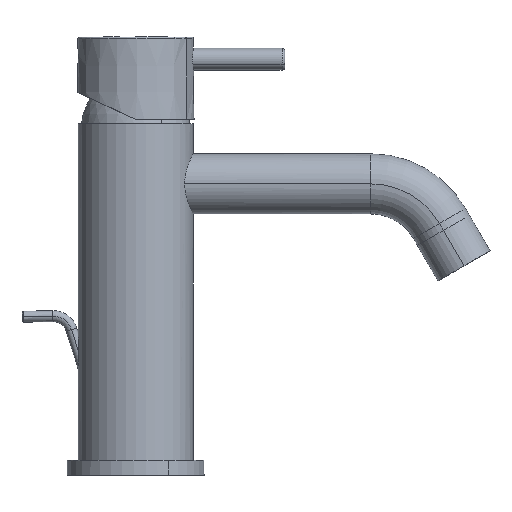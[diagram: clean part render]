
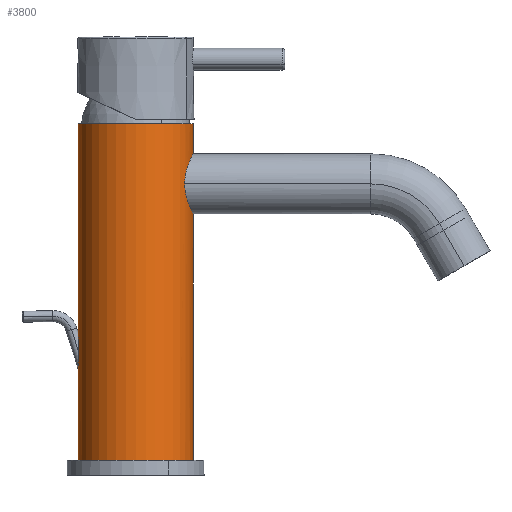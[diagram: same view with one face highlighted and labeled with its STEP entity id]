
A CAD part, front view. The second image highlights one B-rep face of the part: STEP entity #3800.
In plain terms, the highlighted cylindrical face has radius 21 mm (diameter 42 mm), a partial arc.
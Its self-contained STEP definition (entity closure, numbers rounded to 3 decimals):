
#3514=CARTESIAN_POINT('Vertex',(21.,0.,123.)) ;
#3516=CARTESIAN_POINT('Vertex',(-21.,0.,123.)) ;
#3519=CARTESIAN_POINT('Axis2P3D Location',(0.,0.,123.)) ;
#3590=CARTESIAN_POINT('Axis2P3D Location',(0.,0.,61.5)) ;
#3610=CARTESIAN_POINT('Vertex',(21.,0.,90.)) ;
#3613=CARTESIAN_POINT('Line Origine',(21.,0.,61.5)) ;
#3617=CARTESIAN_POINT('Vertex',(21.,0.,0.)) ;
#3624=CARTESIAN_POINT('Vertex',(-21.,0.,0.)) ;
#3627=CARTESIAN_POINT('Line Origine',(-21.,0.,61.5)) ;
#3631=CARTESIAN_POINT('Vertex',(-21.,0.,31.686)) ;
#3675=CARTESIAN_POINT('Vertex',(-21.,0.,48.314)) ;
#3678=CARTESIAN_POINT('Line Origine',(-21.,0.,61.5)) ;
#3683=CARTESIAN_POINT('Line Origine',(21.,0.,61.5)) ;
#3687=CARTESIAN_POINT('Vertex',(21.,0.,112.)) ;
#3718=CARTESIAN_POINT('Control Point',(17.889,-11.,101.)) ;
#3719=CARTESIAN_POINT('Control Point',(17.889,-11.,102.378)) ;
#3720=CARTESIAN_POINT('Control Point',(18.021,-10.784,103.756)) ;
#3721=CARTESIAN_POINT('Control Point',(18.286,-10.354,105.066)) ;
#3722=CARTESIAN_POINT('Control Point',(18.842,-9.344,107.067)) ;
#3723=CARTESIAN_POINT('Control Point',(19.475,-7.897,108.732)) ;
#3724=CARTESIAN_POINT('Control Point',(19.725,-7.259,109.334)) ;
#3725=CARTESIAN_POINT('Control Point',(20.289,-5.612,110.606)) ;
#3726=CARTESIAN_POINT('Control Point',(20.725,-3.676,111.476)) ;
#3727=CARTESIAN_POINT('Control Point',(20.909,-2.479,111.825)) ;
#3728=CARTESIAN_POINT('Control Point',(21.,-1.24,112.)) ;
#3729=CARTESIAN_POINT('Control Point',(21.,0.,112.)) ;
#3730=CARTESIAN_POINT('Vertex',(17.889,-11.,101.)) ;
#3734=CARTESIAN_POINT('Control Point',(-21.,0.,48.314)) ;
#3735=CARTESIAN_POINT('Control Point',(-21.,-0.122,48.314)) ;
#3736=CARTESIAN_POINT('Control Point',(-20.999,-0.244,48.286)) ;
#3737=CARTESIAN_POINT('Control Point',(-20.997,-0.356,48.232)) ;
#3738=CARTESIAN_POINT('Control Point',(-20.992,-0.632,48.048)) ;
#3739=CARTESIAN_POINT('Control Point',(-20.983,-0.846,47.789)) ;
#3740=CARTESIAN_POINT('Control Point',(-20.978,-0.963,47.618)) ;
#3741=CARTESIAN_POINT('Control Point',(-20.963,-1.265,47.104)) ;
#3742=CARTESIAN_POINT('Control Point',(-20.948,-1.488,46.549)) ;
#3743=CARTESIAN_POINT('Control Point',(-20.938,-1.614,46.183)) ;
#3744=CARTESIAN_POINT('Control Point',(-20.913,-1.921,45.154)) ;
#3745=CARTESIAN_POINT('Control Point',(-20.892,-2.131,44.098)) ;
#3746=CARTESIAN_POINT('Control Point',(-20.881,-2.239,43.421)) ;
#3747=CARTESIAN_POINT('Control Point',(-20.86,-2.423,41.93)) ;
#3748=CARTESIAN_POINT('Control Point',(-20.85,-2.503,40.429)) ;
#3749=CARTESIAN_POINT('Control Point',(-20.849,-2.518,39.615)) ;
#3750=CARTESIAN_POINT('Control Point',(-20.852,-2.493,38.17)) ;
#3751=CARTESIAN_POINT('Control Point',(-20.867,-2.362,36.732)) ;
#3752=CARTESIAN_POINT('Control Point',(-20.876,-2.283,36.107)) ;
#3753=CARTESIAN_POINT('Control Point',(-20.896,-2.098,35.004)) ;
#3754=CARTESIAN_POINT('Control Point',(-20.923,-1.8,33.927)) ;
#3755=CARTESIAN_POINT('Control Point',(-20.937,-1.642,33.468)) ;
#3756=CARTESIAN_POINT('Control Point',(-20.951,-1.453,33.012)) ;
#3757=CARTESIAN_POINT('Control Point',(-20.966,-1.199,32.595)) ;
#3758=CARTESIAN_POINT('Vertex',(-20.966,-1.199,32.595)) ;
#3762=CARTESIAN_POINT('Control Point',(-21.,0.,31.686)) ;
#3763=CARTESIAN_POINT('Control Point',(-21.,-0.314,31.686)) ;
#3764=CARTESIAN_POINT('Control Point',(-20.994,-0.627,31.842)) ;
#3765=CARTESIAN_POINT('Control Point',(-20.984,-0.84,32.08)) ;
#3766=CARTESIAN_POINT('Control Point',(-20.975,-1.035,32.328)) ;
#3767=CARTESIAN_POINT('Control Point',(-20.966,-1.199,32.595)) ;
#3769=CARTESIAN_POINT('Axis2P3D Location',(0.,0.,0.)) ;
#3775=CARTESIAN_POINT('Control Point',(17.889,-11.,101.)) ;
#3776=CARTESIAN_POINT('Control Point',(17.889,-11.,99.622)) ;
#3777=CARTESIAN_POINT('Control Point',(18.021,-10.784,98.244)) ;
#3778=CARTESIAN_POINT('Control Point',(18.286,-10.354,96.934)) ;
#3779=CARTESIAN_POINT('Control Point',(18.842,-9.344,94.933)) ;
#3780=CARTESIAN_POINT('Control Point',(19.475,-7.897,93.268)) ;
#3781=CARTESIAN_POINT('Control Point',(19.725,-7.259,92.666)) ;
#3782=CARTESIAN_POINT('Control Point',(20.289,-5.612,91.394)) ;
#3783=CARTESIAN_POINT('Control Point',(20.725,-3.676,90.524)) ;
#3784=CARTESIAN_POINT('Control Point',(20.909,-2.479,90.175)) ;
#3785=CARTESIAN_POINT('Control Point',(21.,-1.24,90.)) ;
#3786=CARTESIAN_POINT('Control Point',(21.,0.,90.)) ;
#3615=VECTOR('Line Direction',#3614,1.) ;
#3629=VECTOR('Line Direction',#3628,1.) ;
#3680=VECTOR('Line Direction',#3679,1.) ;
#3685=VECTOR('Line Direction',#3684,1.) ;
#3520=DIRECTION('Axis2P3D Direction',(0.,0.,1.)) ;
#3591=DIRECTION('Axis2P3D Direction',(0.,0.,1.)) ;
#3592=DIRECTION('Axis2P3D XDirection',(1.,0.,0.)) ;
#3614=DIRECTION('Vector Direction',(0.,0.,1.)) ;
#3628=DIRECTION('Vector Direction',(0.,0.,1.)) ;
#3679=DIRECTION('Vector Direction',(0.,0.,1.)) ;
#3684=DIRECTION('Vector Direction',(0.,0.,1.)) ;
#3770=DIRECTION('Axis2P3D Direction',(0.,0.,1.)) ;
#3521=AXIS2_PLACEMENT_3D('Circle Axis2P3D',#3519,#3520,$) ;
#3593=AXIS2_PLACEMENT_3D('Cylinder Axis2P3D',#3590,#3591,#3592) ;
#3771=AXIS2_PLACEMENT_3D('Circle Axis2P3D',#3769,#3770,$) ;
#3616=LINE('Line',#3613,#3615) ;
#3630=LINE('Line',#3627,#3629) ;
#3681=LINE('Line',#3678,#3680) ;
#3686=LINE('Line',#3683,#3685) ;
#3522=CIRCLE('generated circle',#3521,21.) ;
#3772=CIRCLE('generated circle',#3771,21.) ;
#3594=CYLINDRICAL_SURFACE('generated cylinder',#3593,21.) ;
#3523=EDGE_CURVE('',#3517,#3515,#3522,.T.) ;
#3619=EDGE_CURVE('',#3618,#3611,#3616,.T.) ;
#3633=EDGE_CURVE('',#3625,#3632,#3630,.T.) ;
#3682=EDGE_CURVE('',#3676,#3517,#3681,.T.) ;
#3689=EDGE_CURVE('',#3688,#3515,#3686,.T.) ;
#3732=EDGE_CURVE('',#3731,#3688,#3717,.T.) ;
#3760=EDGE_CURVE('',#3676,#3759,#3733,.T.) ;
#3768=EDGE_CURVE('',#3632,#3759,#3761,.T.) ;
#3773=EDGE_CURVE('',#3625,#3618,#3772,.T.) ;
#3787=EDGE_CURVE('',#3731,#3611,#3774,.T.) ;
#3789=ORIENTED_EDGE('',*,*,#3732,.T.) ;
#3790=ORIENTED_EDGE('',*,*,#3689,.T.) ;
#3791=ORIENTED_EDGE('',*,*,#3523,.F.) ;
#3792=ORIENTED_EDGE('',*,*,#3682,.F.) ;
#3793=ORIENTED_EDGE('',*,*,#3760,.T.) ;
#3794=ORIENTED_EDGE('',*,*,#3768,.F.) ;
#3795=ORIENTED_EDGE('',*,*,#3633,.F.) ;
#3796=ORIENTED_EDGE('',*,*,#3773,.T.) ;
#3797=ORIENTED_EDGE('',*,*,#3619,.T.) ;
#3798=ORIENTED_EDGE('',*,*,#3787,.F.) ;
#3788=EDGE_LOOP('',(#3789,#3790,#3791,#3792,#3793,#3794,#3795,#3796,#3797,#3798)) ;
#3515=VERTEX_POINT('',#3514) ;
#3517=VERTEX_POINT('',#3516) ;
#3611=VERTEX_POINT('',#3610) ;
#3618=VERTEX_POINT('',#3617) ;
#3625=VERTEX_POINT('',#3624) ;
#3632=VERTEX_POINT('',#3631) ;
#3676=VERTEX_POINT('',#3675) ;
#3688=VERTEX_POINT('',#3687) ;
#3731=VERTEX_POINT('',#3730) ;
#3759=VERTEX_POINT('',#3758) ;
#3800=ADVANCED_FACE('PartBody',(#3799),#3594,.T.) ;
#3717=B_SPLINE_CURVE_WITH_KNOTS('',5,(#3718,#3719,#3720,#3721,#3722,#3723,#3724,#3725,#3726,#3727,#3728,#3729),.UNSPECIFIED.,.F.,.U.,(6,3,3,6),(0.,9.742,16.151,24.917),.UNSPECIFIED.) ;
#3733=B_SPLINE_CURVE_WITH_KNOTS('',5,(#3734,#3735,#3736,#3737,#3738,#3739,#3740,#3741,#3742,#3743,#3744,#3745,#3746,#3747,#3748,#3749,#3750,#3751,#3752,#3753,#3754,#3755,#3756,#3757),.UNSPECIFIED.,.F.,.U.,(6,3,3,3,3,3,3,6),(0.,0.862,2.332,5.073,9.927,15.691,20.138,23.588),.UNSPECIFIED.) ;
#3761=B_SPLINE_CURVE_WITH_KNOTS('',5,(#3762,#3763,#3764,#3765,#3766,#3767),.UNSPECIFIED.,.F.,.U.,(6,6),(0.,2.22),.UNSPECIFIED.) ;
#3774=B_SPLINE_CURVE_WITH_KNOTS('',5,(#3775,#3776,#3777,#3778,#3779,#3780,#3781,#3782,#3783,#3784,#3785,#3786),.UNSPECIFIED.,.F.,.U.,(6,3,3,6),(0.,9.742,16.151,24.917),.UNSPECIFIED.) ;
#3799=FACE_OUTER_BOUND('',#3788,.T.) ;
